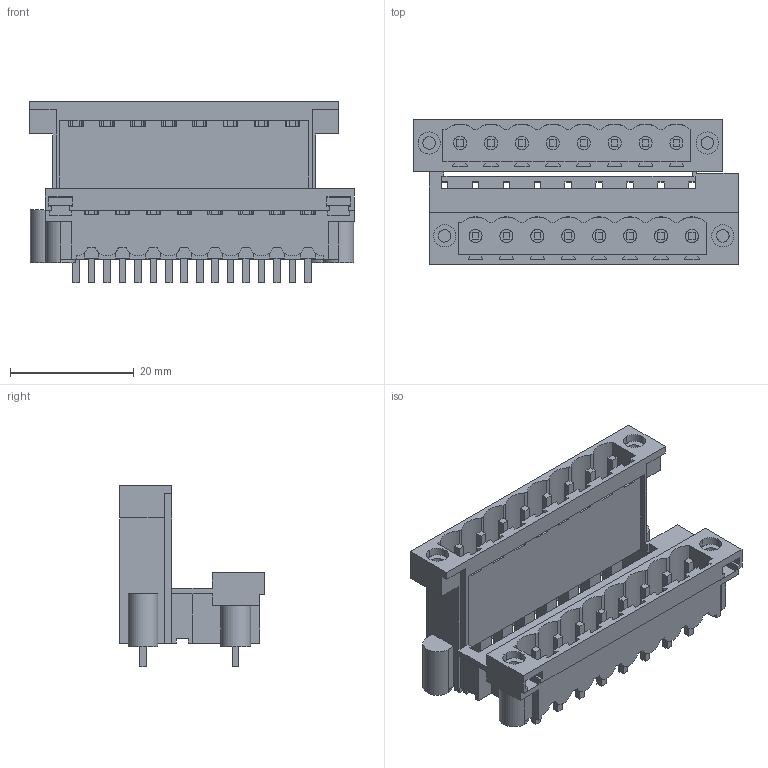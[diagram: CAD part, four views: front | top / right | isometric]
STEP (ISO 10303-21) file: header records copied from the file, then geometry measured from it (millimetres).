
FILE_DESCRIPTION(('CATIA V5 STEP Exchange','CAx-IF Rec.Pracs.--- Model Styling and Organization---1.2---2011-12-15'),'2;1');
FILE_NAME ('D1458351_0_1882990000_1882990000.stp','2018-03-30T11:55:44+00:00',('none'),('Weidmueller'),'CATIA Version 5-6 Release 2014','CATIA V5 STEP AP214','none');
FILE_SCHEMA(('AUTOMOTIVE_DESIGN { 1 0 10303 214 1 1 1 1 }'));
Length unit declared in the file: millimetre
Products named in the file (1): 1882990000
Bounding box: 52.5 x 23.43 x 29.36 mm (x, y, z)
Volume: 8108.9 mm3; surface area: 13284.6 mm2
Topology: 21 solids, 21 shells, 757 faces, 2285 edges, 1551 vertices
Faces by surface type: plane 666, cylinder 91
Entity records: 25481 total; most frequent: CARTESIAN_POINT 4664, ORIENTED_EDGE 4570, DIRECTION 3484, EDGE_CURVE 2285, VECTOR 2057, LINE 2057, VERTEX_POINT 1551, EDGE_LOOP 838
